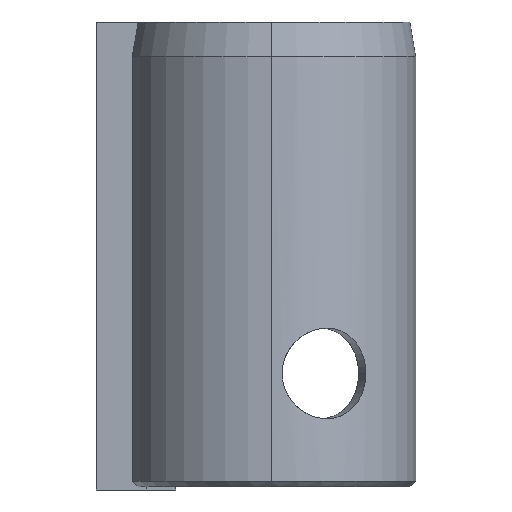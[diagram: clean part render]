
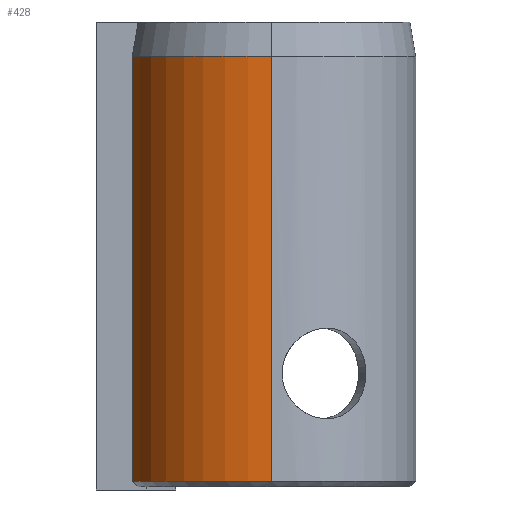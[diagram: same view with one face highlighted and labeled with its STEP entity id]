
A CAD part, left-side view. The second image highlights one B-rep face of the part: STEP entity #428.
In plain terms, the highlighted cylindrical face has radius 12.7 mm (diameter 25.4 mm), a partial arc.
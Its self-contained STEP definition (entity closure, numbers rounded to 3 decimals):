
#21 = VECTOR ( 'NONE', #143, 1000. ) ;
#42 = CARTESIAN_POINT ( 'NONE',  ( 0., 0., 17.5 ) ) ;
#56 = ORIENTED_EDGE ( 'NONE', *, *, #622, .T. ) ;
#60 = EDGE_CURVE ( 'NONE', #237, #585, #981, .T. ) ;
#119 = EDGE_CURVE ( 'NONE', #585, #1159, #810, .T. ) ;
#123 = ORIENTED_EDGE ( 'NONE', *, *, #119, .T. ) ;
#143 = DIRECTION ( 'NONE',  ( 0., 0., -1. ) ) ;
#146 = DIRECTION ( 'NONE',  ( -1., 0., 0. ) ) ;
#181 = CYLINDRICAL_SURFACE ( 'NONE', #1335, 12.7 ) ;
#230 = ORIENTED_EDGE ( 'NONE', *, *, #60, .T. ) ;
#237 = VERTEX_POINT ( 'NONE', #297 ) ;
#297 = CARTESIAN_POINT ( 'NONE',  ( -3.175, 12.297, 17.5 ) ) ;
#410 = LINE ( 'NONE', #625, #1071 ) ;
#428 = ADVANCED_FACE ( 'NONE', ( #882 ), #181, .T. ) ;
#489 = CARTESIAN_POINT ( 'NONE',  ( 0., 0., -20. ) ) ;
#499 = DIRECTION ( 'NONE',  ( -1., 0., 0. ) ) ;
#548 = AXIS2_PLACEMENT_3D ( 'NONE', #489, #1109, #1026 ) ;
#585 = VERTEX_POINT ( 'NONE', #1187 ) ;
#622 = EDGE_CURVE ( 'NONE', #633, #237, #855, .T. ) ;
#625 = CARTESIAN_POINT ( 'NONE',  ( -12.7, 0., 20.5 ) ) ;
#633 = VERTEX_POINT ( 'NONE', #1083 ) ;
#769 = CARTESIAN_POINT ( 'NONE',  ( -3.175, 12.297, 20.5 ) ) ;
#810 = CIRCLE ( 'NONE', #548, 12.7 ) ;
#855 = CIRCLE ( 'NONE', #1266, 12.7 ) ;
#882 = FACE_OUTER_BOUND ( 'NONE', #929, .T. ) ;
#894 = DIRECTION ( 'NONE',  ( 0., 0., -1. ) ) ;
#929 = EDGE_LOOP ( 'NONE', ( #1201, #56, #230, #123 ) ) ;
#932 = CARTESIAN_POINT ( 'NONE',  ( 0., 0., 20.5 ) ) ;
#940 = DIRECTION ( 'NONE',  ( 0., 0., -1. ) ) ;
#981 = LINE ( 'NONE', #769, #21 ) ;
#1012 = CARTESIAN_POINT ( 'NONE',  ( -12.7, 0., -20. ) ) ;
#1026 = DIRECTION ( 'NONE',  ( -1., 0., 0. ) ) ;
#1071 = VECTOR ( 'NONE', #940, 1000. ) ;
#1083 = CARTESIAN_POINT ( 'NONE',  ( -12.7, 0., 17.5 ) ) ;
#1109 = DIRECTION ( 'NONE',  ( 0., 0., 1. ) ) ;
#1159 = VERTEX_POINT ( 'NONE', #1012 ) ;
#1187 = CARTESIAN_POINT ( 'NONE',  ( -3.175, 12.297, -20. ) ) ;
#1201 = ORIENTED_EDGE ( 'NONE', *, *, #1286, .F. ) ;
#1266 = AXIS2_PLACEMENT_3D ( 'NONE', #42, #894, #146 ) ;
#1286 = EDGE_CURVE ( 'NONE', #633, #1159, #410, .T. ) ;
#1320 = DIRECTION ( 'NONE',  ( 0., 0., -1. ) ) ;
#1335 = AXIS2_PLACEMENT_3D ( 'NONE', #932, #1320, #499 ) ;
